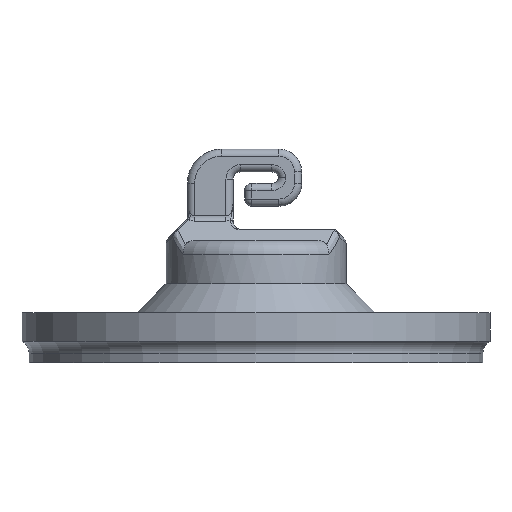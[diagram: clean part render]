
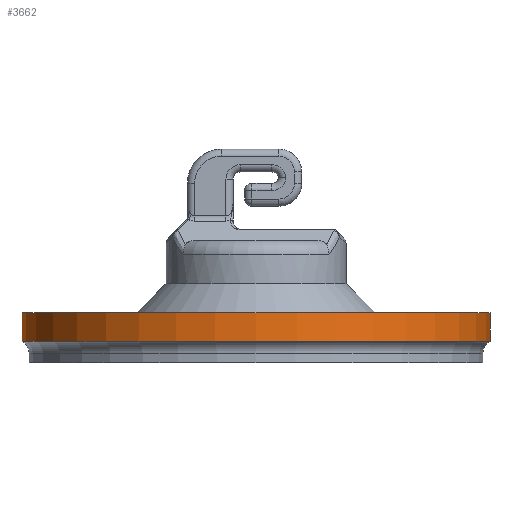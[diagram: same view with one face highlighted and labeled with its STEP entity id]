
A CAD part, front view. The second image highlights one B-rep face of the part: STEP entity #3662.
In plain terms, the highlighted cylindrical face has radius 32.5 mm (diameter 65 mm), a partial arc.
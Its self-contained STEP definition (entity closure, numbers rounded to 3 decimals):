
#58 = CARTESIAN_POINT ( 'NONE',  ( 0., 0., -46. ) ) ;
#131 = LINE ( 'NONE', #1115, #895 ) ;
#178 = EDGE_CURVE ( 'NONE', #498, #1816, #3998, .T. ) ;
#365 = EDGE_CURVE ( 'NONE', #3357, #2537, #1202, .T. ) ;
#412 = CARTESIAN_POINT ( 'NONE',  ( 32.5, 0., -50. ) ) ;
#438 = DIRECTION ( 'NONE',  ( -1., 0., 0. ) ) ;
#443 = DIRECTION ( 'NONE',  ( -1., 0., 0. ) ) ;
#468 = EDGE_CURVE ( 'NONE', #2537, #1816, #3462, .T. ) ;
#473 = ORIENTED_EDGE ( 'NONE', *, *, #178, .T. ) ;
#498 = VERTEX_POINT ( 'NONE', #1497 ) ;
#546 = CARTESIAN_POINT ( 'NONE',  ( -32.5, 0., -46. ) ) ;
#750 = DIRECTION ( 'NONE',  ( 0., 0., 1. ) ) ;
#895 = VECTOR ( 'NONE', #750, 1000. ) ;
#1034 = DIRECTION ( 'NONE',  ( 1., 0., 0. ) ) ;
#1115 = CARTESIAN_POINT ( 'NONE',  ( 32.5, 0., -53. ) ) ;
#1202 = CIRCLE ( 'NONE', #2433, 32.5 ) ;
#1344 = AXIS2_PLACEMENT_3D ( 'NONE', #3325, #3965, #1034 ) ;
#1376 = FACE_OUTER_BOUND ( 'NONE', #2226, .T. ) ;
#1380 = EDGE_CURVE ( 'NONE', #3357, #498, #131, .T. ) ;
#1452 = CARTESIAN_POINT ( 'NONE',  ( -32.5, 0., -53. ) ) ;
#1497 = CARTESIAN_POINT ( 'NONE',  ( 32.5, 0., -46. ) ) ;
#1816 = VERTEX_POINT ( 'NONE', #546 ) ;
#1862 = DIRECTION ( 'NONE',  ( 0., 0., 1. ) ) ;
#2096 = CARTESIAN_POINT ( 'NONE',  ( 0., 0., -50. ) ) ;
#2226 = EDGE_LOOP ( 'NONE', ( #3503, #4064, #2683, #473 ) ) ;
#2433 = AXIS2_PLACEMENT_3D ( 'NONE', #2096, #3654, #443 ) ;
#2507 = VECTOR ( 'NONE', #1862, 1000. ) ;
#2537 = VERTEX_POINT ( 'NONE', #3980 ) ;
#2683 = ORIENTED_EDGE ( 'NONE', *, *, #1380, .T. ) ;
#2684 = DIRECTION ( 'NONE',  ( 0., 0., -1. ) ) ;
#3325 = CARTESIAN_POINT ( 'NONE',  ( 0., 0., -53. ) ) ;
#3357 = VERTEX_POINT ( 'NONE', #412 ) ;
#3462 = LINE ( 'NONE', #1452, #2507 ) ;
#3503 = ORIENTED_EDGE ( 'NONE', *, *, #468, .F. ) ;
#3525 = AXIS2_PLACEMENT_3D ( 'NONE', #58, #2684, #438 ) ;
#3646 = CYLINDRICAL_SURFACE ( 'NONE', #1344, 32.5 ) ;
#3654 = DIRECTION ( 'NONE',  ( 0., 0., -1. ) ) ;
#3662 = ADVANCED_FACE ( 'NONE', ( #1376 ), #3646, .T. ) ;
#3965 = DIRECTION ( 'NONE',  ( 0., 0., 1. ) ) ;
#3980 = CARTESIAN_POINT ( 'NONE',  ( -32.5, 0., -50. ) ) ;
#3998 = CIRCLE ( 'NONE', #3525, 32.5 ) ;
#4064 = ORIENTED_EDGE ( 'NONE', *, *, #365, .F. ) ;
